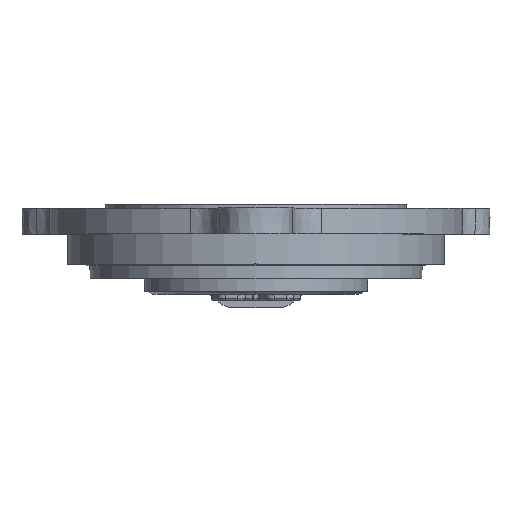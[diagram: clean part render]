
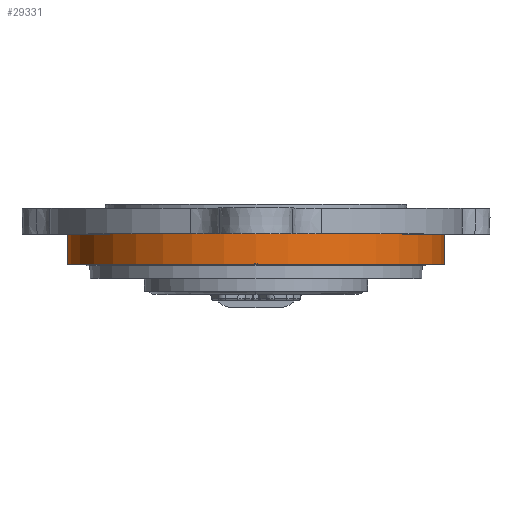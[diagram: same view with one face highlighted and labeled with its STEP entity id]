
A CAD part, top view. The second image highlights one B-rep face of the part: STEP entity #29331.
In plain terms, the highlighted conical face has half-angle 0.5 degrees and reference radius 21.95 mm.
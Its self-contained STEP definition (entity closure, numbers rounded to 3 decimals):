
#721 = CARTESIAN_POINT ( 'NONE',  ( 8.471, -4.277, -20.218 ) ) ;
#897 = VERTEX_POINT ( 'NONE', #28387 ) ;
#1460 = CARTESIAN_POINT ( 'NONE',  ( -8.433, -4.4, -20.232 ) ) ;
#2248 = EDGE_CURVE ( 'NONE', #8141, #897, #4942, .T. ) ;
#3465 = ORIENTED_EDGE ( 'NONE', *, *, #27591, .F. ) ;
#4938 = CARTESIAN_POINT ( 'NONE',  ( 8.5, -0.9, -20.237 ) ) ;
#4942 = B_SPLINE_CURVE_WITH_KNOTS ( 'NONE', 3,
 ( #29977, #15180, #10329, #721 ),
 .UNSPECIFIED., .F., .F.,
 ( 4, 4 ),
 ( 0., 0.003 ),
 .UNSPECIFIED. ) ;
#5353 = EDGE_CURVE ( 'NONE', #8141, #21795, #11619, .T. ) ;
#6345 = DIRECTION ( 'NONE',  ( 0., 0., -1. ) ) ;
#6914 = CIRCLE ( 'NONE', #18941, 21.919 ) ;
#6922 = CARTESIAN_POINT ( 'NONE',  ( -8.471, -4.277, -20.218 ) ) ;
#8141 = VERTEX_POINT ( 'NONE', #4938 ) ;
#8175 = DIRECTION ( 'NONE',  ( 0., 1., 0. ) ) ;
#8617 = CARTESIAN_POINT ( 'NONE',  ( -8.5, -0.9, -20.237 ) ) ;
#10329 = CARTESIAN_POINT ( 'NONE',  ( 8.48, -3.152, -20.224 ) ) ;
#10365 = CARTESIAN_POINT ( 'NONE',  ( 8.457, -4.364, -20.223 ) ) ;
#11506 = CONICAL_SURFACE ( 'NONE', #17733, 21.95, 0.009 ) ;
#11619 = CIRCLE ( 'NONE', #17992, 21.95 ) ;
#12403 = CARTESIAN_POINT ( 'NONE',  ( -8.457, -4.364, -20.223 ) ) ;
#12922 = VERTEX_POINT ( 'NONE', #6922 ) ;
#14225 = CARTESIAN_POINT ( 'NONE',  ( 8.433, -4.4, -20.232 ) ) ;
#14388 = EDGE_CURVE ( 'NONE', #21795, #12922, #17739, .T. ) ;
#14474 = DIRECTION ( 'NONE',  ( 0., 1., 0. ) ) ;
#15180 = CARTESIAN_POINT ( 'NONE',  ( 8.49, -2.026, -20.231 ) ) ;
#15862 = ORIENTED_EDGE ( 'NONE', *, *, #5353, .T. ) ;
#16127 = FACE_OUTER_BOUND ( 'NONE', #22156, .T. ) ;
#16494 = CARTESIAN_POINT ( 'NONE',  ( -8.49, -2.026, -20.231 ) ) ;
#17083 = ORIENTED_EDGE ( 'NONE', *, *, #28549, .T. ) ;
#17733 = AXIS2_PLACEMENT_3D ( 'NONE', #17741, #8175, #6345 ) ;
#17739 = B_SPLINE_CURVE_WITH_KNOTS ( 'NONE', 3,
 ( #18440, #16494, #28191, #25927 ),
 .UNSPECIFIED., .F., .F.,
 ( 4, 4 ),
 ( 0., 0.003 ),
 .UNSPECIFIED. ) ;
#17741 = CARTESIAN_POINT ( 'NONE',  ( 0., -0.9, 0. ) ) ;
#17992 = AXIS2_PLACEMENT_3D ( 'NONE', #29145, #19400, #31632 ) ;
#18440 = CARTESIAN_POINT ( 'NONE',  ( -8.5, -0.9, -20.237 ) ) ;
#18941 = AXIS2_PLACEMENT_3D ( 'NONE', #32006, #14474, #31809 ) ;
#19075 = EDGE_CURVE ( 'NONE', #22550, #19462, #6914, .T. ) ;
#19400 = DIRECTION ( 'NONE',  ( 0., -1., 0. ) ) ;
#19418 = CARTESIAN_POINT ( 'NONE',  ( -8.47, -4.321, -20.218 ) ) ;
#19462 = VERTEX_POINT ( 'NONE', #14225 ) ;
#20125 = B_SPLINE_CURVE_WITH_KNOTS ( 'NONE', 3,
 ( #30111, #25085, #10365, #22263 ),
 .UNSPECIFIED., .F., .F.,
 ( 4, 4 ),
 ( 0., 0. ),
 .UNSPECIFIED. ) ;
#21795 = VERTEX_POINT ( 'NONE', #8617 ) ;
#22156 = EDGE_LOOP ( 'NONE', ( #15862, #27720, #17083, #30196, #3465, #25760 ) ) ;
#22263 = CARTESIAN_POINT ( 'NONE',  ( 8.433, -4.4, -20.232 ) ) ;
#22550 = VERTEX_POINT ( 'NONE', #1460 ) ;
#25085 = CARTESIAN_POINT ( 'NONE',  ( 8.47, -4.321, -20.218 ) ) ;
#25760 = ORIENTED_EDGE ( 'NONE', *, *, #2248, .F. ) ;
#25927 = CARTESIAN_POINT ( 'NONE',  ( -8.471, -4.277, -20.218 ) ) ;
#27102 = CARTESIAN_POINT ( 'NONE',  ( -8.433, -4.4, -20.232 ) ) ;
#27315 = CARTESIAN_POINT ( 'NONE',  ( -8.471, -4.277, -20.218 ) ) ;
#27591 = EDGE_CURVE ( 'NONE', #897, #19462, #20125, .T. ) ;
#27720 = ORIENTED_EDGE ( 'NONE', *, *, #14388, .T. ) ;
#28191 = CARTESIAN_POINT ( 'NONE',  ( -8.48, -3.152, -20.224 ) ) ;
#28387 = CARTESIAN_POINT ( 'NONE',  ( 8.471, -4.277, -20.218 ) ) ;
#28549 = EDGE_CURVE ( 'NONE', #12922, #22550, #29626, .T. ) ;
#29145 = CARTESIAN_POINT ( 'NONE',  ( 0., -0.9, 0. ) ) ;
#29331 = ADVANCED_FACE ( 'NONE', ( #16127 ), #11506, .T. ) ;
#29626 = B_SPLINE_CURVE_WITH_KNOTS ( 'NONE', 3,
 ( #27315, #19418, #12403, #27102 ),
 .UNSPECIFIED., .F., .F.,
 ( 4, 4 ),
 ( 0., 0. ),
 .UNSPECIFIED. ) ;
#29977 = CARTESIAN_POINT ( 'NONE',  ( 8.5, -0.9, -20.237 ) ) ;
#30111 = CARTESIAN_POINT ( 'NONE',  ( 8.471, -4.277, -20.218 ) ) ;
#30196 = ORIENTED_EDGE ( 'NONE', *, *, #19075, .T. ) ;
#31632 = DIRECTION ( 'NONE',  ( 0., 0., -1. ) ) ;
#31809 = DIRECTION ( 'NONE',  ( 0., 0., -1. ) ) ;
#32006 = CARTESIAN_POINT ( 'NONE',  ( 0., -4.4, 0. ) ) ;
